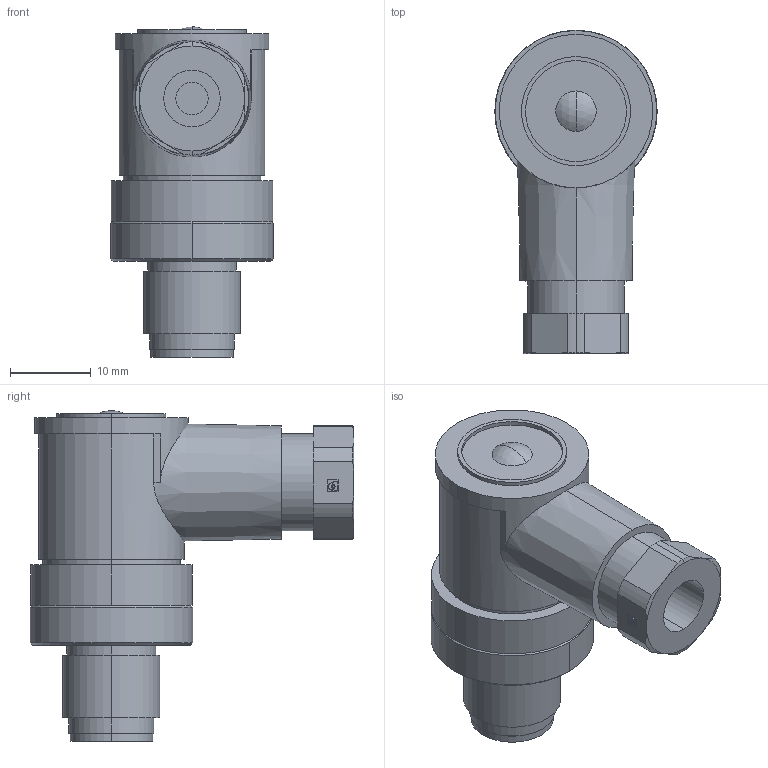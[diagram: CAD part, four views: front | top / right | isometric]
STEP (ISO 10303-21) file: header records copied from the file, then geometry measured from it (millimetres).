
FILE_DESCRIPTION(('SolidDesigner STEP Export'),'2;1');
FILE_NAME('1681101.stp','2011-10-28T 9:58:07',(''),(''),'CoCreate Modeling STEP processor for AP214 (Solid Model)','CoCreate Modeling 16.00A 16-Aug-2008 (C) Parametric Technology GmbH','');
FILE_SCHEMA(('AUTOMOTIVE_DESIGN { 1 0 10303 214 1 1 1 1 }'));
Length unit declared in the file: millimetre
Products named in the file (2): 1681101
Assembly tree (1 placements, depth 2):
  1681101
    1681101
Bounding box: 20.1 x 40.05 x 40.9 mm (x, y, z)
Volume: 11155.2 mm3; surface area: 4700.3 mm2
Topology: 1 solids, 1 shells, 155 faces, 389 edges, 251 vertices
Faces by surface type: cylinder 73, plane 58, cone 14, sphere 10
Entity records: 5915 total; most frequent: CARTESIAN_POINT 1232, ORIENTED_EDGE 762, DIRECTION 655, EDGE_CURVE 381, VERTEX_POINT 251, AXIS2_PLACEMENT_3D 241, EDGE_LOOP 178, VECTOR 173
